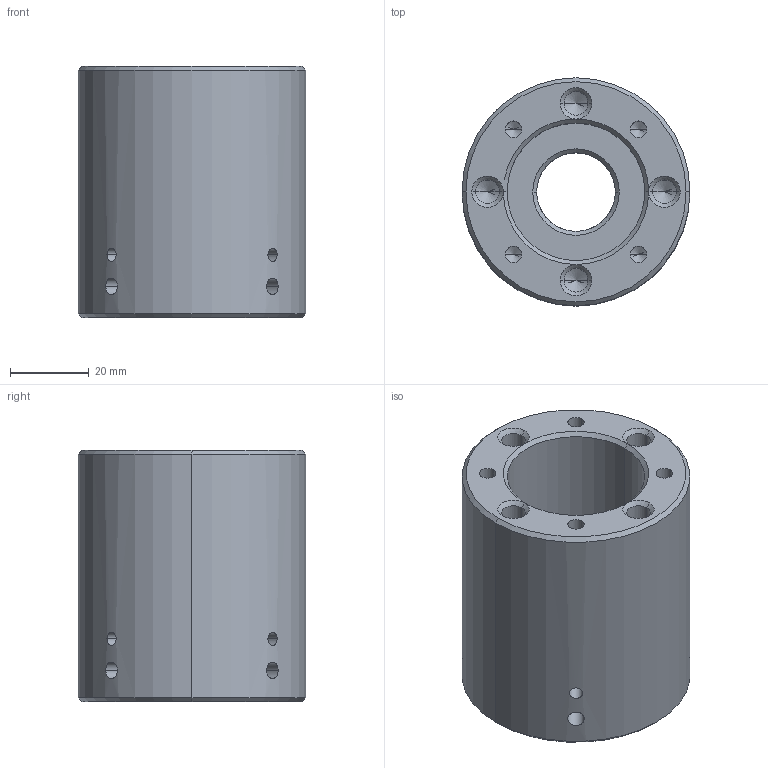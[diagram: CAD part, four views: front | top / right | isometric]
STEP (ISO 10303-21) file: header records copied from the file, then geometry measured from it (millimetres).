
FILE_DESCRIPTION (( 'STEP AP214' ), '1' );
FILE_NAME ('MFLEE_05(粣創蹟譫標厥璃).STEP', '2022-11-29T03:13:34', ( '' ), ( '' ), 'SwSTEP 2.0', 'SolidWorks 2020', '' );
FILE_SCHEMA (( 'AUTOMOTIVE_DESIGN' ));
Length unit declared in the file: millimetre
Products named in the file (1): MFLEE_05(粣創蹟譫標厥璃)
Bounding box: 58 x 58 x 64 mm (x, y, z)
Volume: 119474.3 mm3; surface area: 24670.5 mm2
Topology: 1 solids, 1 shells, 75 faces, 186 edges, 102 vertices
Faces by surface type: cylinder 38, cone 34, plane 3
Entity records: 3204 total; most frequent: CARTESIAN_POINT 1204, DIRECTION 356, ORIENTED_EDGE 340, EDGE_CURVE 170, AXIS2_PLACEMENT_3D 142, VERTEX_POINT 102, EDGE_LOOP 98, FACE_OUTER_BOUND 75
